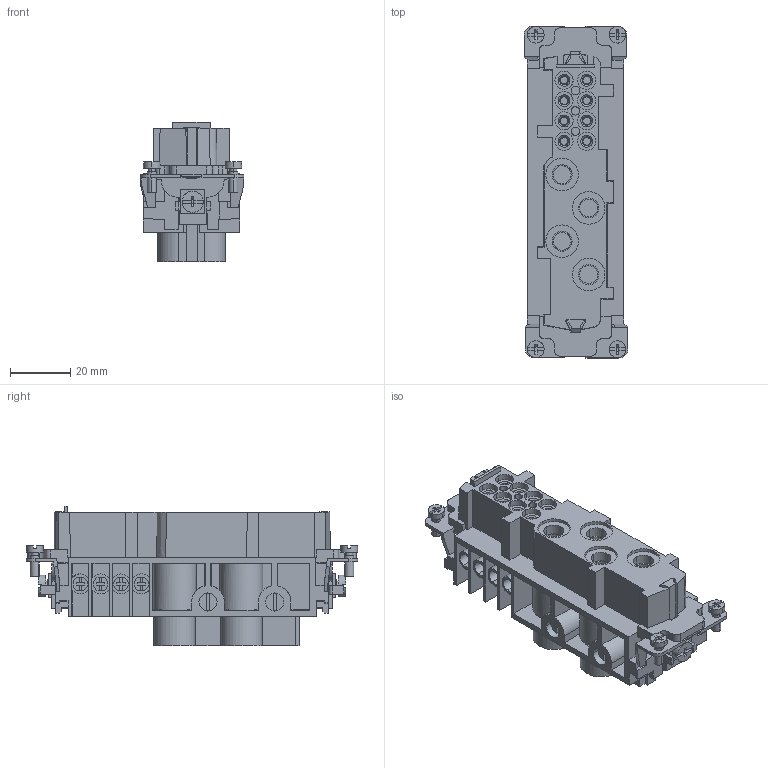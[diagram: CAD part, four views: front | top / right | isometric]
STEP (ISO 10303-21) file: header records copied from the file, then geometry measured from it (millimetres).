
FILE_DESCRIPTION(('Creo Elements/Direct Modeling STEP Export'),'2;1');
FILE_NAME('model.stp','2020-05-27T 9:38:22',(''),(''),'Creo Elements/Direct Modeling STEP processor for AP214 (Solid Model)','Creo Elements/Direct Modeling 20.1A 29-Sep-2018 (C) Parametric Technology GmbH','');
FILE_SCHEMA(('AUTOMOTIVE_DESIGN { 1 0 10303 214 1 1 1 1 }'));
Length unit declared in the file: millimetre
Products named in the file (2): HC_K_4_8_EBUS-select
Assembly tree (1 placements, depth 2):
  HC_K_4_8_EBUS-select
    HC_K_4_8_EBUS-select
Bounding box: 34.4 x 109.81 x 46.3 mm (x, y, z)
Volume: 58912.1 mm3; surface area: 44414.6 mm2
Topology: 1 solids, 1 shells, 1302 faces, 3640 edges, 2450 vertices
Faces by surface type: plane 871, cylinder 366, cone 65
Entity records: 50529 total; most frequent: CARTESIAN_POINT 13087, ORIENTED_EDGE 7248, DIRECTION 5695, EDGE_CURVE 3624, VECTOR 2473, LINE 2473, VERTEX_POINT 2450, AXIS2_PLACEMENT_3D 1611
